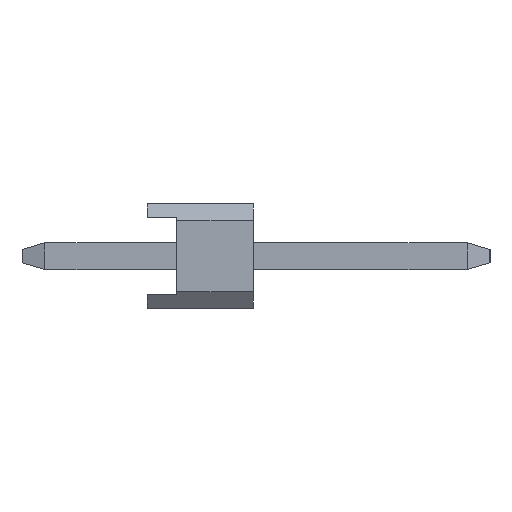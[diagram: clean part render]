
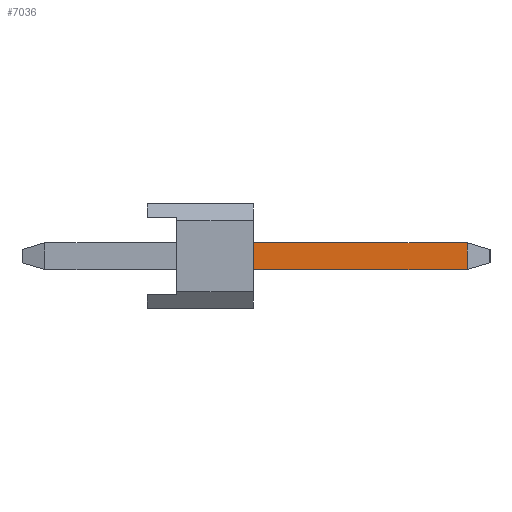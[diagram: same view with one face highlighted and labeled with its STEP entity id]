
A CAD part, left-side view. The second image highlights one B-rep face of the part: STEP entity #7036.
In plain terms, the highlighted planar face has unit normal (-1, 0, 0).
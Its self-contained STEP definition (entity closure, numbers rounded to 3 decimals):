
#4876=VERTEX_POINT('',#12138);
#5932=VERTEX_POINT('',#13294);
#7036=ADVANCED_FACE('',(#14497),#14498,.T.);
#8204=EDGE_CURVE('',#10464,#5932,#15783,.T.);
#8550=EDGE_CURVE('',#4876,#10464,#16172,.T.);
#9562=EDGE_CURVE('',#9580,#4876,#17275,.T.);
#9580=VERTEX_POINT('',#17294);
#10464=VERTEX_POINT('',#18270);
#10612=EDGE_CURVE('',#5932,#9580,#18428,.T.);
#12138=CARTESIAN_POINT('',(-28.26,-7.654,0.32));
#13294=CARTESIAN_POINT('',(-28.26,-2.54,-0.32));
#14497=FACE_OUTER_BOUND('',#24034,.T.);
#14498=PLANE('',#24035);
#15783=LINE('',#25899,#25900);
#16172=LINE('',#26440,#26441);
#17275=LINE('',#28037,#28038);
#17294=CARTESIAN_POINT('',(-28.26,-2.54,0.32));
#18270=CARTESIAN_POINT('',(-28.26,-7.654,-0.32));
#18428=LINE('',#29716,#29717);
#24034=EDGE_LOOP('',(#33888,#33889,#33890,#33891));
#24035=AXIS2_PLACEMENT_3D('',#33892,#33893,#33894);
#25899=CARTESIAN_POINT('',(-28.26,2.454,-0.32));
#25900=VECTOR('',#35142,1.0);
#26440=CARTESIAN_POINT('',(-28.26,-7.654,0.5));
#26441=VECTOR('',#35578,1.0);
#28037=CARTESIAN_POINT('',(-28.26,-2.6,0.32));
#28038=VECTOR('',#36583,1.0);
#29716=CARTESIAN_POINT('',(-28.26,-2.54,0.252));
#29717=VECTOR('',#37704,1.0);
#33888=ORIENTED_EDGE('',*,*,#10612,.F.);
#33889=ORIENTED_EDGE('',*,*,#8204,.F.);
#33890=ORIENTED_EDGE('',*,*,#8550,.F.);
#33891=ORIENTED_EDGE('',*,*,#9562,.F.);
#33892=CARTESIAN_POINT('',(-28.26,2.454,0.5));
#33893=DIRECTION('',(-1.0,0.,0.));
#33894=DIRECTION('',(0.,1.0,0.));
#35142=DIRECTION('',(0.,1.0,0.));
#35578=DIRECTION('',(0.0,0.,-1.0));
#36583=DIRECTION('',(0.,-1.0,0.));
#37704=DIRECTION('',(0.,0.,1.0));
